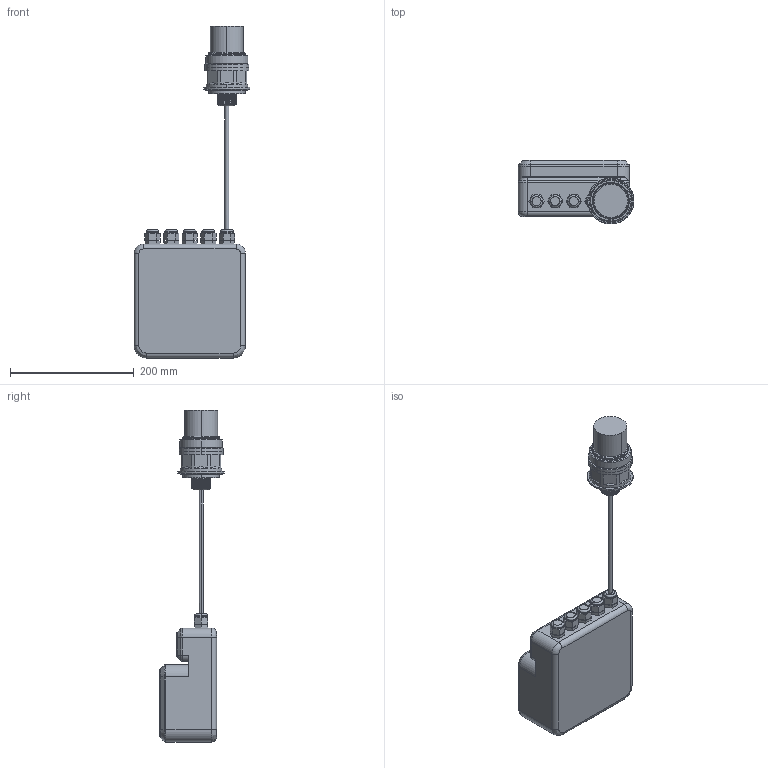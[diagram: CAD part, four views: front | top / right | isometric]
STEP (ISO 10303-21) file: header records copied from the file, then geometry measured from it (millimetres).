
FILE_DESCRIPTION (( 'STEP AP214' ), '1' );
FILE_NAME ('LLUSCS02-5302_3D.step', '2023-03-02T06:24:00', ( '' ), ( '' ), 'SwSTEP 2.0', 'SolidWorks 2022', '' );
FILE_SCHEMA (( 'AUTOMOTIVE_DESIGN' ));
Length unit declared in the file: inch
Products named in the file (6): LLUSCS02-5302_3D; Copy of 2S^LLUSCS02-5302; Copy of FS^LLUSCS02-5302; Copy of MF^LLUSCS02-5302; Copy of H^LLUSCS02-5302; Copy of FST700-CS02^LLUSCS02-5302
Assembly tree (10 placements, depth 2):
  LLUSCS02-5302_3D
    Copy of H^LLUSCS02-5302
    Copy of FS^LLUSCS02-5302  x5
    Copy of FST700-CS02^LLUSCS02-5302
    Copy of MF^LLUSCS02-5302  x2
    Copy of 2S^LLUSCS02-5302
Bounding box: 187.25 x 103.75 x 536 mm (x, y, z)
Volume: 3041358.6 mm3; surface area: 194776.3 mm2
Topology: 10 solids, 10 shells, 418 faces, 1038 edges, 661 vertices
Faces by surface type: cylinder 181, plane 135, bspline 56, cone 42, torus 4
Entity records: 25048 total; most frequent: CARTESIAN_POINT 18141, ORIENTED_EDGE 1536, DIRECTION 1131, EDGE_CURVE 768, VERTEX_POINT 485, AXIS2_PLACEMENT_3D 430, B_SPLINE_CURVE_WITH_KNOTS 330, EDGE_LOOP 323
